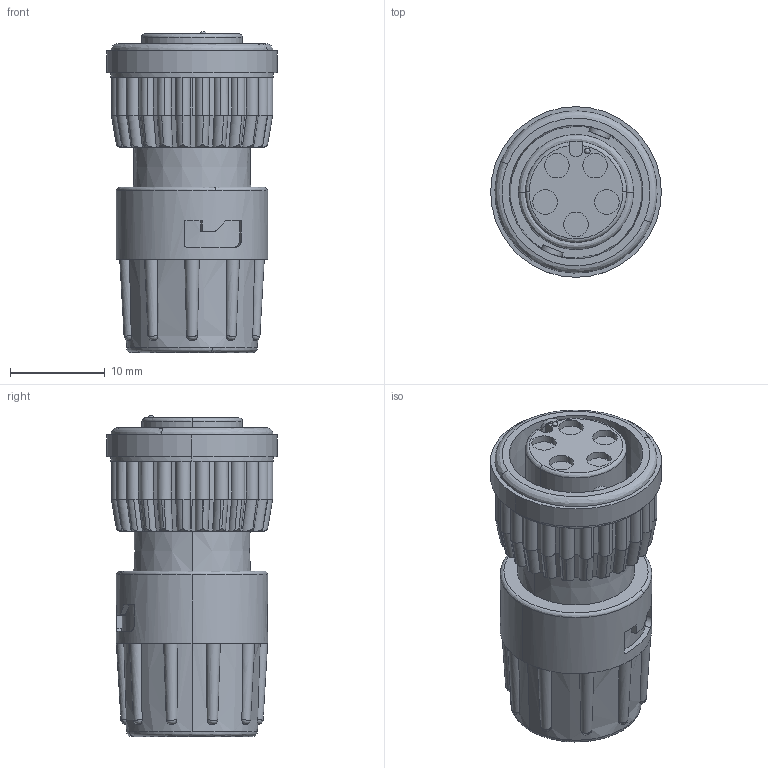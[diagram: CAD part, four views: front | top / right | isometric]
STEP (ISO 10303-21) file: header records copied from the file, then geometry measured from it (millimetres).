
FILE_DESCRIPTION (( 'STEP AP203' ), '1' );
FILE_NAME ('6380-5SG-318.STEP', '2014-02-03T16:29:04', ( '21FPBF1' ), ( 'Conxall' ), 'SwSTEP 2.0', 'SolidWorks 2012', '' );
FILE_SCHEMA (( 'CONFIG_CONTROL_DESIGN' ));
Length unit declared in the file: inch
Products named in the file (1): 6380-5SG-318
Bounding box: 18.03 x 18.03 x 33.94 mm (x, y, z)
Volume: 5557.2 mm3; surface area: 3062.1 mm2
Topology: 1 solids, 1 shells, 326 faces, 916 edges, 609 vertices
Faces by surface type: cylinder 187, plane 75, bspline 57, cone 7
Entity records: 15859 total; most frequent: CARTESIAN_POINT 8465, ORIENTED_EDGE 1832, DIRECTION 1245, EDGE_CURVE 916, VERTEX_POINT 609, AXIS2_PLACEMENT_3D 505, EDGE_LOOP 343, FACE_OUTER_BOUND 326
